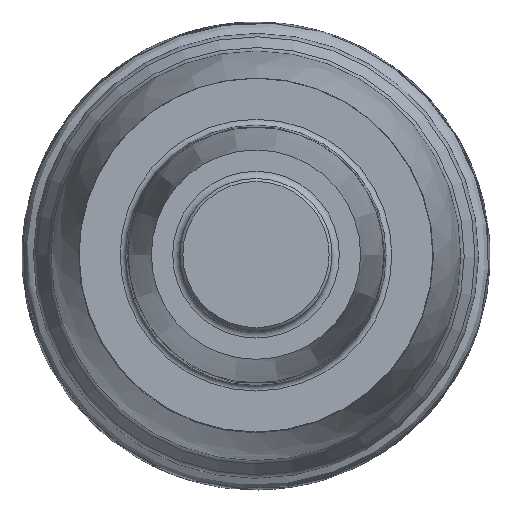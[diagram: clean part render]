
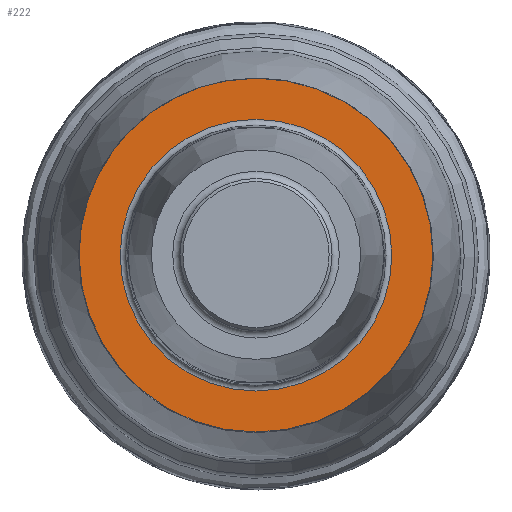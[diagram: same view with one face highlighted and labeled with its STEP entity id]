
A CAD part, top view. The second image highlights one B-rep face of the part: STEP entity #222.
In plain terms, the highlighted planar face has unit normal (0, 0, 1).
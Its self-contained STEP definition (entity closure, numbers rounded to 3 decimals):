
#189=FACE_BOUND('',#298,.T.);
#190=FACE_BOUND('',#299,.T.);
#222=ADVANCED_FACE('',(#189,#190),#244,.F.);
#244=PLANE('',#671);
#298=EDGE_LOOP('',(#372));
#299=EDGE_LOOP('',(#373));
#372=ORIENTED_EDGE('',*,*,#494,.T.);
#373=ORIENTED_EDGE('',*,*,#492,.F.);
#451=VERTEX_POINT('',#1084);
#453=VERTEX_POINT('',#1095);
#492=EDGE_CURVE('',#451,#451,#528,.T.);
#494=EDGE_CURVE('',#453,#453,#530,.T.);
#528=CIRCLE('',#666,12.1);
#530=CIRCLE('',#670,9.292);
#666=AXIS2_PLACEMENT_3D('',#1083,#783,#784);
#670=AXIS2_PLACEMENT_3D('',#1094,#792,#793);
#671=AXIS2_PLACEMENT_3D('',#1096,#794,#795);
#783=DIRECTION('',(0.,0.,-1.));
#784=DIRECTION('',(-1.,0.,0.));
#792=DIRECTION('',(0.,0.,-1.));
#793=DIRECTION('',(-1.,0.,0.));
#794=DIRECTION('',(0.,0.,-1.));
#795=DIRECTION('',(-1.,0.,0.));
#1083=CARTESIAN_POINT('',(0.,0.,0.));
#1084=CARTESIAN_POINT('',(-12.1,0.,0.));
#1094=CARTESIAN_POINT('',(0.,0.,0.));
#1095=CARTESIAN_POINT('',(-9.292,0.,0.));
#1096=CARTESIAN_POINT('',(-8.907,0.,0.));
